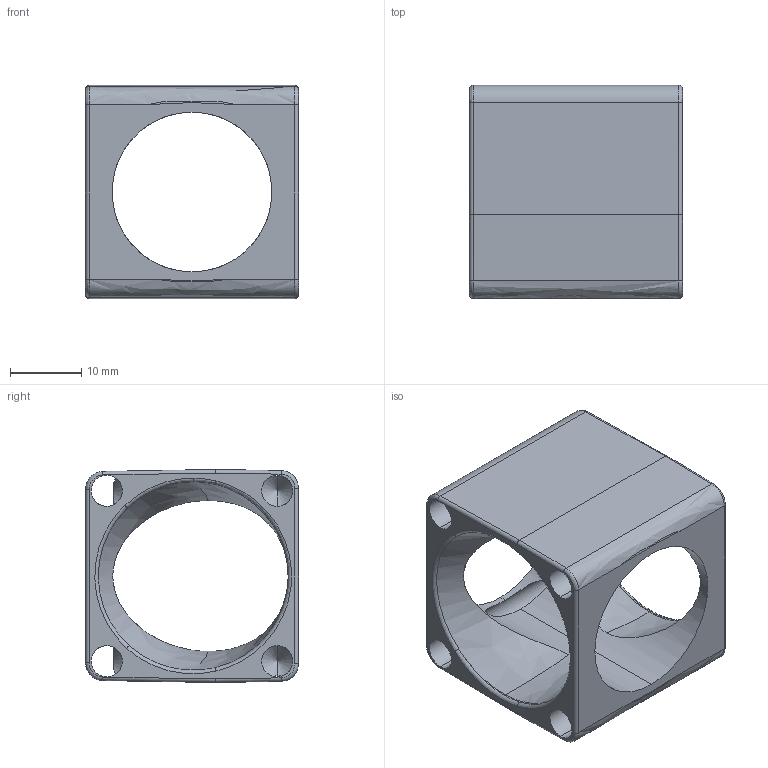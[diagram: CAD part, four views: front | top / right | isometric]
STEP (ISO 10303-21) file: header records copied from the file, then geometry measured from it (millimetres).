
FILE_DESCRIPTION (( 'STEP AP214' ), '1' );
FILE_NAME ('cursed v6 duck.STEP', '2025-09-18T19:08:08', ( '' ), ( '' ), 'SwSTEP 2.0', 'SolidWorks 2024', '' );
FILE_SCHEMA (( 'AUTOMOTIVE_DESIGN' ));
Length unit declared in the file: millimetre
Products named in the file (1): cursed v6 duck
Bounding box: 30 x 30 x 30 mm (x, y, z)
Volume: 7950.1 mm3; surface area: 6844.9 mm2
Topology: 1 solids, 3 shells, 117 faces, 323 edges, 202 vertices
Faces by surface type: bspline 47, cylinder 28, plane 28, cone 14
Entity records: 8482 total; most frequent: CARTESIAN_POINT 4635, ORIENTED_EDGE 630, DIRECTION 371, EDGE_CURVE 315, VERTEX_POINT 202, AXIS2_PLACEMENT_3D 137, B_SPLINE_CURVE_WITH_KNOTS 134, EDGE_LOOP 133
